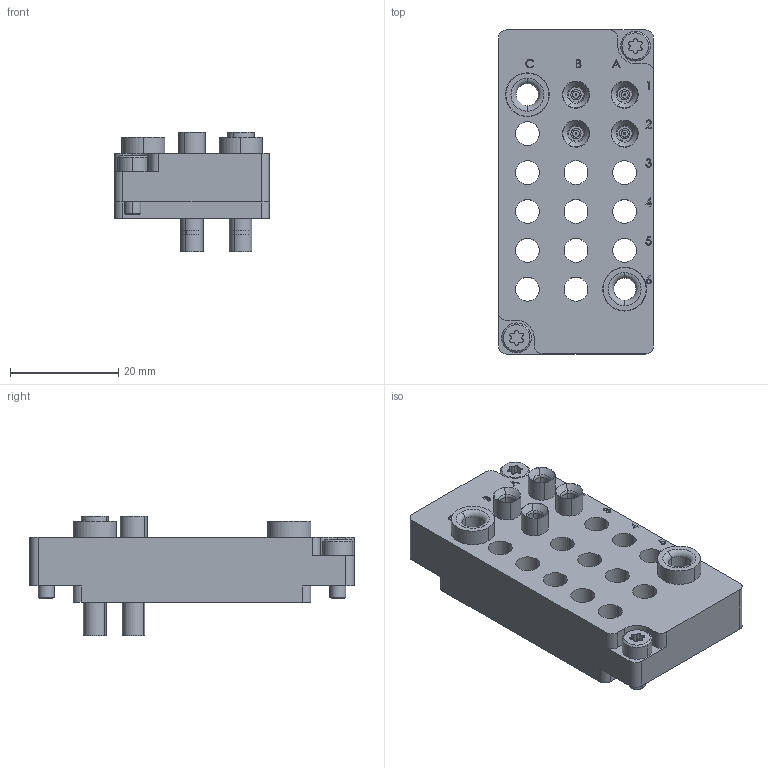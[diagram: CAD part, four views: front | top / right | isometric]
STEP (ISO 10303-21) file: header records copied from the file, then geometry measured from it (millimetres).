
FILE_DESCRIPTION (( 'STEP AP214' ), '1' );
FILE_NAME ('INGUN_38182.STEP', '2023-01-17T08:13:34', ( '' ), ( '' ), 'SwSTEP 2.0', 'SolidWorks 2021', '' );
FILE_SCHEMA (( 'AUTOMOTIVE_DESIGN' ));
Length unit declared in the file: millimetre
Products named in the file (7): INFO_4621~0_S; INGUN_38182; SB-810-Z__ADA~sb_S; DIN912~n_M03,0x008; 3357~0; 34572~1; 34572~1_S
Assembly tree (11 placements, depth 3):
  INGUN_38182
    34572~1_S
      34572~1
      INFO_4621~0_S
    DIN912~n_M03,0x008  x2
    3357~0  x2
    SB-810-Z__ADA~sb_S  x4
Bounding box: 28.7 x 60 x 22.1 mm (x, y, z)
Volume: 17119.9 mm3; surface area: 11073.7 mm2
Topology: 22 solids, 22 shells, 1486 faces, 4060 edges, 2656 vertices
Faces by surface type: plane 1079, cylinder 240, cone 100, bspline 55, torus 12
Entity records: 21094 total; most frequent: CARTESIAN_POINT 7362, ORIENTED_EDGE 2974, DIRECTION 2445, EDGE_CURVE 1487, VERTEX_POINT 977, AXIS2_PLACEMENT_3D 856, VECTOR 733, LINE 733
